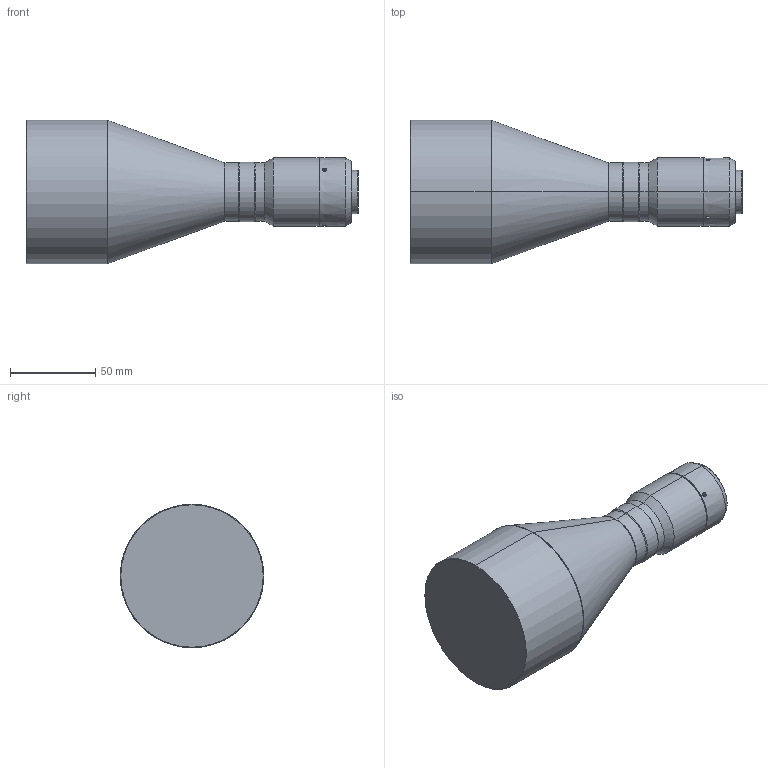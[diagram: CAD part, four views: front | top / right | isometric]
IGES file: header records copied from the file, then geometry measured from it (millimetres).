
Start section: SolidWorks IGES file using analytic representation for surfaces
Global section: file name: DTCM110-64H-AL.IGS; native system: SolidWorks 2012; preprocessor: SolidWorks 2012; author: ZXC; date: 180815.155049; units: millimetre
Bounding box: 194.4 x 84 x 84 mm (x, y, z)
Surface area: 43355.1 mm2 (no closed solid volume)
Topology: 0 solids, 0 shells, 51 faces, 770 edges, 764 vertices
Faces by surface type: revolution 42, bspline 9
